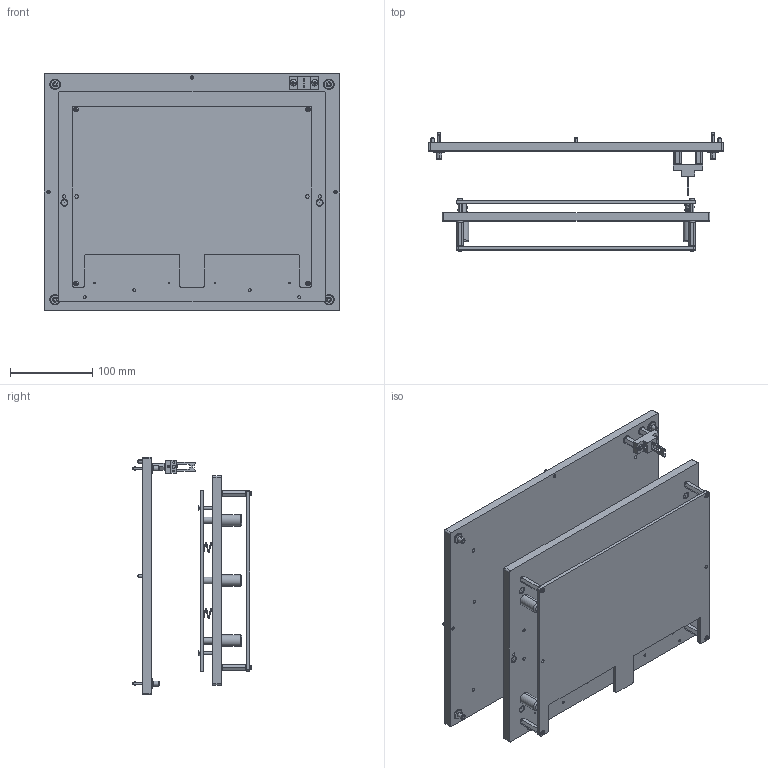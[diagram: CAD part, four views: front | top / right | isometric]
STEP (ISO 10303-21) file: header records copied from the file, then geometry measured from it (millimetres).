
FILE_DESCRIPTION (( 'STEP AP214' ), '1' );
FILE_NAME ('INGUN_30668.STEP', '2021-02-09T10:51:56', ( '' ), ( '' ), 'SwSTEP 2.0', 'SolidWorks 2018', '' );
FILE_SCHEMA (( 'AUTOMOTIVE_DESIGN' ));
Length unit declared in the file: millimetre
Products named in the file (19): INGUN_30668; 17568~6; SKB-II~-s-k-i-i_M4,0x18 Ku; ISO7380~n_M03,0x010; 17562~1; 20839~0; 2196~6; 2229~6; 3274~0; DIN6325~n_04,0m6x016; 2212~3; 30666~1; DIN7991~n_M03,0x016 VA; 17566~2; SKB-II~-s-k-i-i_M3,0x31 Ku; 3827~0; 12436~0; 1583~0; DIN7991~n_M04,0x010
Assembly tree (51 placements, depth 2):
  INGUN_30668
    17566~2
    30666~1
    2212~3  x4
    2196~6  x3
    2229~6  x3
    1583~0  x4
    17562~1
    SKB-II~-s-k-i-i_M3,0x31 Ku  x4
    17568~6
    3827~0  x4
    12436~0  x4
    20839~0
    SKB-II~-s-k-i-i_M4,0x18 Ku  x2
    DIN7991~n_M04,0x010  x3
    ISO7380~n_M03,0x010  x4
    DIN7991~n_M03,0x016 VA  x4
    DIN6325~n_04,0m6x016  x3
    3274~0  x4
Bounding box: 358 x 143.95 x 288 mm (x, y, z)
Volume: 2337728.3 mm3; surface area: 682274.8 mm2
Topology: 58 solids, 58 shells, 2645 faces, 6276 edges, 4023 vertices
Faces by surface type: plane 1300, cylinder 821, cone 392, torus 104, sphere 20, bspline 8
Entity records: 62863 total; most frequent: CARTESIAN_POINT 10404, DIRECTION 8781, ORIENTED_EDGE 7722, EDGE_CURVE 3861, AXIS2_PLACEMENT_3D 3235, VERTEX_POINT 2528, VECTOR 2311, LINE 2311
